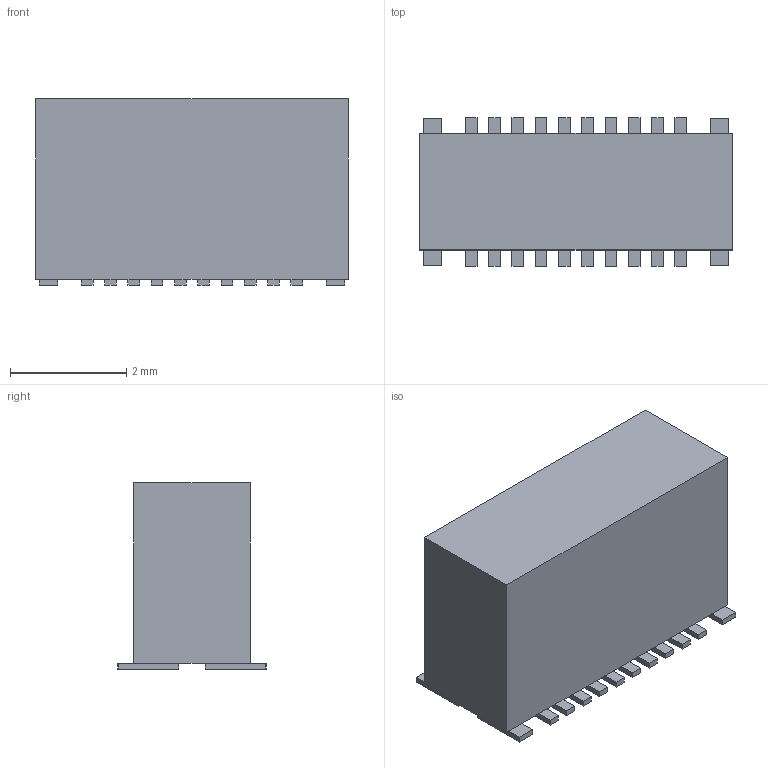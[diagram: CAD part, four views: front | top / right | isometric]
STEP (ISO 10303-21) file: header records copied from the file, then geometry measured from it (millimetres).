
FILE_DESCRIPTION(('FreeCAD Model'),'2;1');
FILE_NAME('1939543.1.8.stp','2019-08-05T10:17:27',( 'Author'),(''),'Open CASCADE STEP processor 6.9','FreeCAD','Unknown' );
FILE_SCHEMA(('AUTOMOTIVE_DESIGN { 1 0 10303 214 1 1 1 1 }'));
Length unit declared in the file: millimetre
Products named in the file (26): ASSEMBLY; Body; ('pin',_'1'); ('pin',_'2'); ('pin',_'3'); ('pin',_'4'); ('pin',_'5'); ('pin',_'6'); ('pin',_'7'); ('pin',_'8'); ('pin',_'9'); ('pin',_'10'); ('pin',_'11'); ('pin',_'12'); ('pin',_'13'); ('pin',_'14'); ('pin',_'15'); ('pin',_'16'); ('pin',_'17'); ('pin',_'18'); ('pin',_'19'); ('pin',_'20'); ('pin',_'21'); ('pin',_'22'); ('pin',_'23'); ('pin',_'24')
Assembly tree (25 placements, depth 2):
  ASSEMBLY
    Body
    ('pin',_'1')
    ('pin',_'2')
    ('pin',_'3')
    ('pin',_'4')
    ('pin',_'5')
    ('pin',_'6')
    ('pin',_'7')
    ('pin',_'8')
    ('pin',_'9')
    ('pin',_'10')
    ('pin',_'11')
    ('pin',_'12')
    ('pin',_'13')
    ('pin',_'14')
    ('pin',_'15')
    ('pin',_'16')
    ('pin',_'17')
    ('pin',_'18')
    ('pin',_'19')
    ('pin',_'20')
    ('pin',_'21')
    ('pin',_'22')
    ('pin',_'23')
    ('pin',_'24')
Bounding box: 5.36 x 2.55 x 3.2 mm (x, y, z)
Volume: 33.8 mm3; surface area: 84.2 mm2
Topology: 25 solids, 25 shells, 150 faces, 300 edges, 200 vertices
Faces by surface type: plane 150
Entity records: 8368 total; most frequent: CARTESIAN_POINT 1276, DIRECTION 1252, LINE 900, VECTOR 900, ORIENTED_EDGE 600, PCURVE 600, DEFINITIONAL_REPRESENTATION 600, EDGE_CURVE 300
